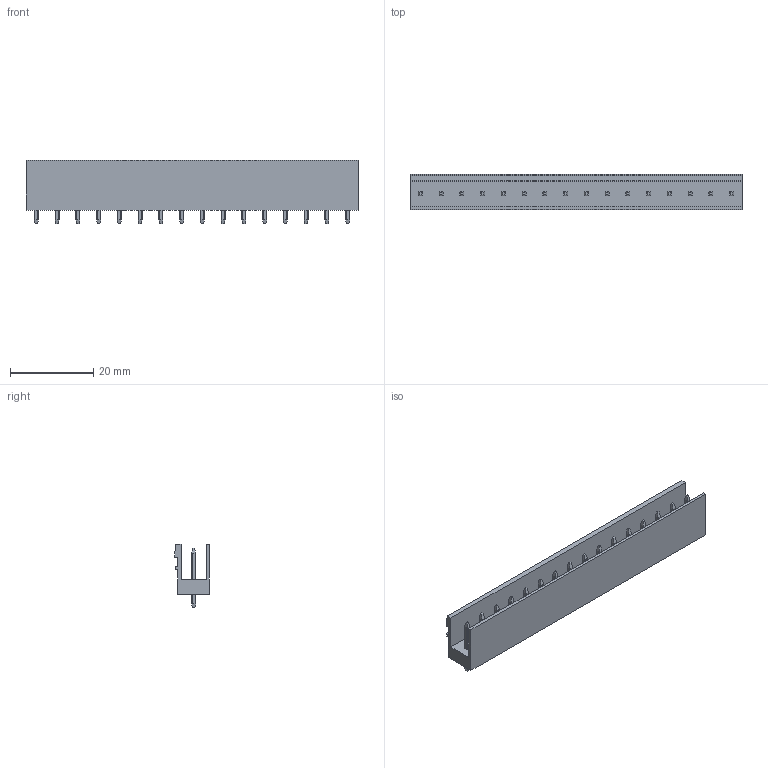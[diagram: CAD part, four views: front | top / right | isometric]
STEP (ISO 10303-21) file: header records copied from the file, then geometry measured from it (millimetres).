
FILE_DESCRIPTION(('CATIA V5 STEP Exchange','CAx-IF Rec.Pracs.--- Model Styling and Organization---1.2---2011-12-15'),'2;1');
FILE_NAME ('D1452950_0_1581460000_1581460000.stp','2018-10-12T07:41:55+00:00',('none'),('Weidmueller'),'CATIA Version 5-6 Release 2014','CATIA V5 STEP AP214','none');
FILE_SCHEMA(('AUTOMOTIVE_DESIGN { 1 0 10303 214 1 1 1 1 }'));
Length unit declared in the file: millimetre
Products named in the file (1): 1581460000
Bounding box: 80 x 8.43 x 15.2 mm (x, y, z)
Volume: 3521.7 mm3; surface area: 5771.8 mm2
Topology: 17 solids, 17 shells, 435 faces, 1203 edges, 802 vertices
Faces by surface type: plane 305, cylinder 130
Entity records: 13059 total; most frequent: CARTESIAN_POINT 3218, ORIENTED_EDGE 2406, DIRECTION 1387, EDGE_CURVE 1203, VECTOR 815, LINE 815, VERTEX_POINT 802, EDGE_LOOP 467
